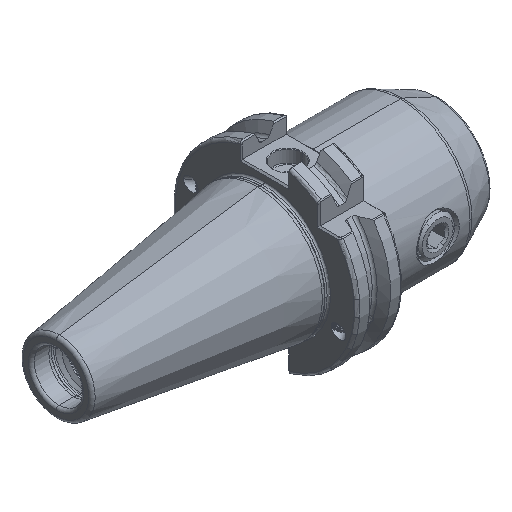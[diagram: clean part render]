
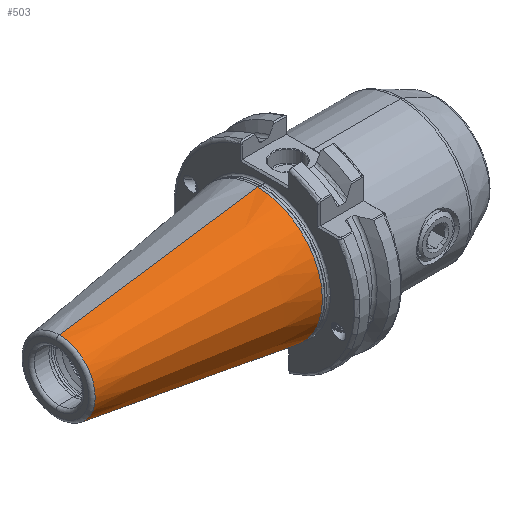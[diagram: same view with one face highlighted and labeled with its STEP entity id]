
A CAD part, isometric view. The second image highlights one B-rep face of the part: STEP entity #503.
In plain terms, the highlighted conical face has half-angle 8.297 degrees and reference radius 22.692 mm.
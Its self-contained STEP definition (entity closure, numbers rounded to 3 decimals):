
#503 = ADVANCED_FACE ( 'NONE', ( #28627 ), #28648, .T. ) ;
#2281 = CARTESIAN_POINT ( 'NONE',  ( 0., 0., -22.692 ) ) ;
#2333 = DIRECTION ( 'NONE',  ( 0.99, 0., -0.144 ) ) ;
#3409 = EDGE_LOOP ( 'NONE', ( #3780, #3752, #3755, #3757 ) ) ;
#3752 = ORIENTED_EDGE ( 'NONE', *, *, #26355, .T. ) ;
#3755 = ORIENTED_EDGE ( 'NONE', *, *, #28360, .T. ) ;
#3757 = ORIENTED_EDGE ( 'NONE', *, *, #26356, .F. ) ;
#3780 = ORIENTED_EDGE ( 'NONE', *, *, #28317, .F. ) ;
#4096 = CIRCLE ( 'NONE', #30802, 12.4 ) ;
#4101 = CIRCLE ( 'NONE', #30824, 22.327 ) ;
#5739 = CARTESIAN_POINT ( 'NONE',  ( -2.5, 0., -22.327 ) ) ;
#15293 = CARTESIAN_POINT ( 'NONE',  ( 0., 0., 0. ) ) ;
#15336 = DIRECTION ( 'NONE',  ( 1., 0., 0. ) ) ;
#15338 = DIRECTION ( 'NONE',  ( 0., 0., -1. ) ) ;
#18394 = LINE ( 'NONE', #23962, #18420 ) ;
#18420 = VECTOR ( 'NONE', #23963, 1000. ) ;
#18485 = LINE ( 'NONE', #2281, #18502 ) ;
#18502 = VECTOR ( 'NONE', #2333, 1000. ) ;
#19637 = VERTEX_POINT ( 'NONE', #5739 ) ;
#22764 = AXIS2_PLACEMENT_3D ( 'NONE', #15293, #15336, #15338 ) ;
#23962 = CARTESIAN_POINT ( 'NONE',  ( 0., 0., 22.692 ) ) ;
#23963 = DIRECTION ( 'NONE',  ( 0.99, 0., 0.144 ) ) ;
#26355 = EDGE_CURVE ( 'NONE', #29311, #29389, #4096, .T. ) ;
#26356 = EDGE_CURVE ( 'NONE', #29358, #19637, #4101, .T. ) ;
#28317 = EDGE_CURVE ( 'NONE', #29311, #29358, #18394, .T. ) ;
#28360 = EDGE_CURVE ( 'NONE', #29389, #19637, #18485, .T. ) ;
#28627 = FACE_OUTER_BOUND ( 'NONE', #3409, .T. ) ;
#28648 = CONICAL_SURFACE ( 'NONE', #22764, 22.692, 0.145 ) ;
#29311 = VERTEX_POINT ( 'NONE', #32711 ) ;
#29358 = VERTEX_POINT ( 'NONE', #32770 ) ;
#29389 = VERTEX_POINT ( 'NONE', #32760 ) ;
#30377 = DIRECTION ( 'NONE',  ( 0., 0., -1. ) ) ;
#30381 = CARTESIAN_POINT ( 'NONE',  ( -70.573, 0., 0. ) ) ;
#30388 = DIRECTION ( 'NONE',  ( 0., 0., 1. ) ) ;
#30395 = DIRECTION ( 'NONE',  ( 1., 0., 0. ) ) ;
#30399 = CARTESIAN_POINT ( 'NONE',  ( -2.5, 0., 0. ) ) ;
#30402 = DIRECTION ( 'NONE',  ( 1., 0., 0. ) ) ;
#30802 = AXIS2_PLACEMENT_3D ( 'NONE', #30381, #30395, #30388 ) ;
#30824 = AXIS2_PLACEMENT_3D ( 'NONE', #30399, #30402, #30377 ) ;
#32711 = CARTESIAN_POINT ( 'NONE',  ( -70.573, 0., 12.4 ) ) ;
#32760 = CARTESIAN_POINT ( 'NONE',  ( -70.573, 0., -12.4 ) ) ;
#32770 = CARTESIAN_POINT ( 'NONE',  ( -2.5, 0., 22.327 ) ) ;
